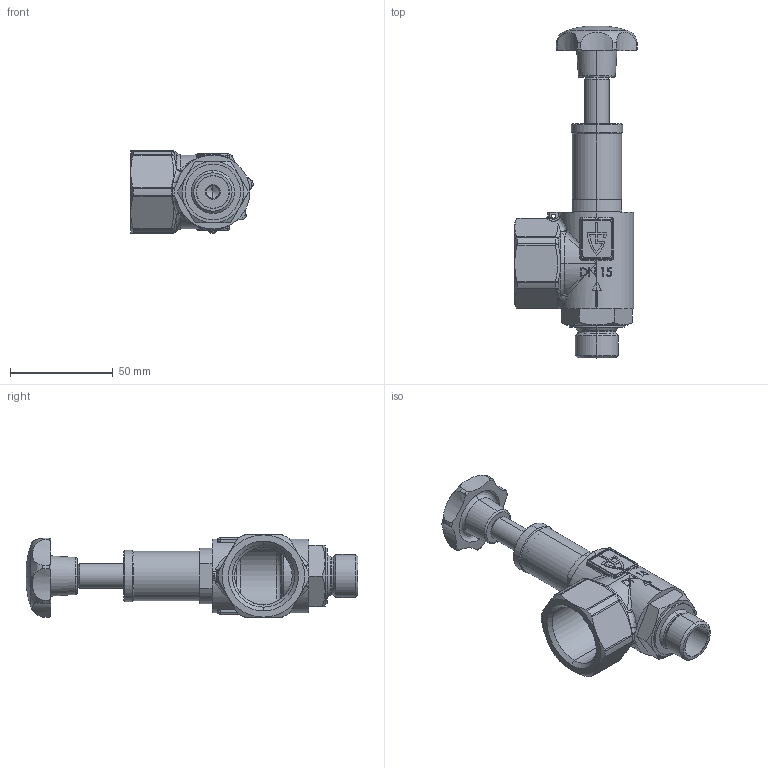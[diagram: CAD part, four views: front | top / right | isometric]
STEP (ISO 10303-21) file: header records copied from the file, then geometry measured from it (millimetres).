
FILE_DESCRIPTION (( 'STEP AP214' ), '1' );
FILE_NAME ('453bGFO-15-M-F-15-25.STEP', '2023-07-06T07:28:27', ( '' ), ( '' ), 'SwSTEP 2.0', 'SolidWorks 2022', '' );
FILE_SCHEMA (( 'AUTOMOTIVE_DESIGN' ));
Length unit declared in the file: millimetre
Products named in the file (1): 453bGFO-15-M-F-15-25
Bounding box: 59.68 x 161.53 x 40 mm (x, y, z)
Volume: 69819.2 mm3; surface area: 37845.3 mm2
Topology: 6 solids, 6 shells, 634 faces, 1550 edges, 936 vertices
Faces by surface type: cylinder 171, plane 171, bspline 156, cone 76, torus 48, sphere 12
Entity records: 26650 total; most frequent: CARTESIAN_POINT 12523, ORIENTED_EDGE 3060, DIRECTION 2691, EDGE_CURVE 1530, AXIS2_PLACEMENT_3D 1066, VERTEX_POINT 936, EDGE_LOOP 674, ADVANCED_FACE 634
